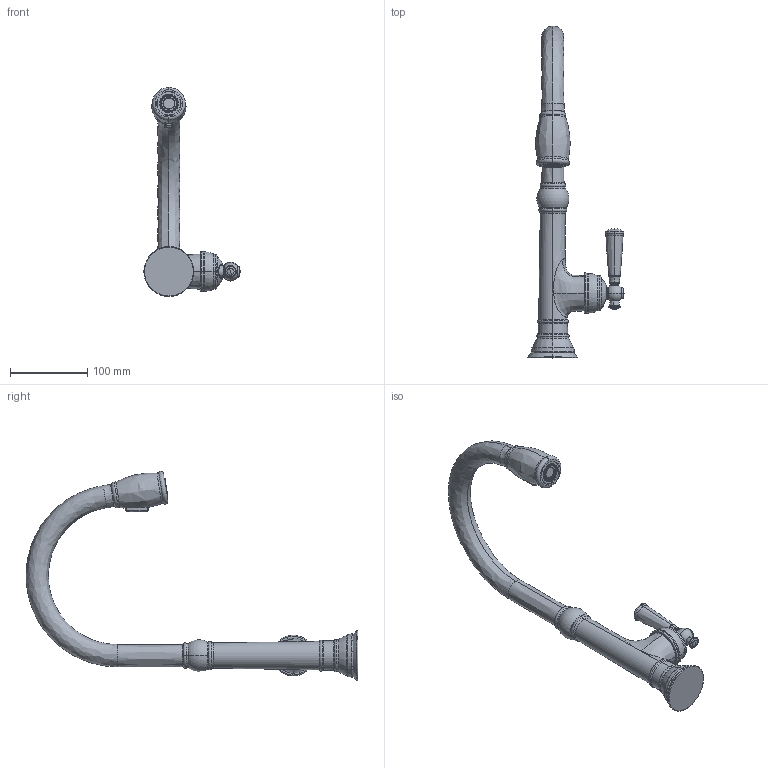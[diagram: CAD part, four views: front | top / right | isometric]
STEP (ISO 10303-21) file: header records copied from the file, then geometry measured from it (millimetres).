
FILE_DESCRIPTION((''),'2;1');
FILE_NAME('2470-5103','2021-07-01T14:40:02',('jinson.thomas'),(''),'CREO PARAMETRIC BY PTC INC, 2018400','CREO PARAMETRIC BY PTC INC, 2018400','');
FILE_SCHEMA(('CONFIG_CONTROL_DESIGN'));
Length unit declared in the file: inch
Products named in the file (1): 2470-5103
Bounding box: 124.68 x 430.04 x 271.12 mm (x, y, z)
Volume: 729176.9 mm3; surface area: 94897.2 mm2
Topology: 1 solids, 1 shells, 363 faces, 781 edges, 458 vertices
Faces by surface type: torus 112, cone 82, plane 62, cylinder 32, bspline 31, sphere 30, revolution 14
Entity records: 12763 total; most frequent: CARTESIAN_POINT 4842, DIRECTION 1827, ORIENTED_EDGE 1518, AXIS2_PLACEMENT_3D 842, EDGE_CURVE 759, CIRCLE 524, VERTEX_POINT 458, EDGE_LOOP 423
